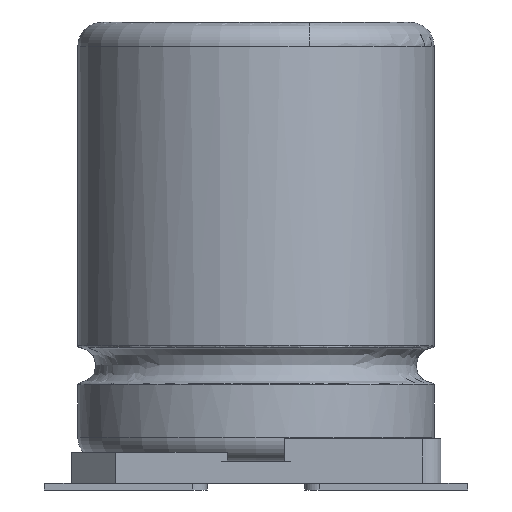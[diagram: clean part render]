
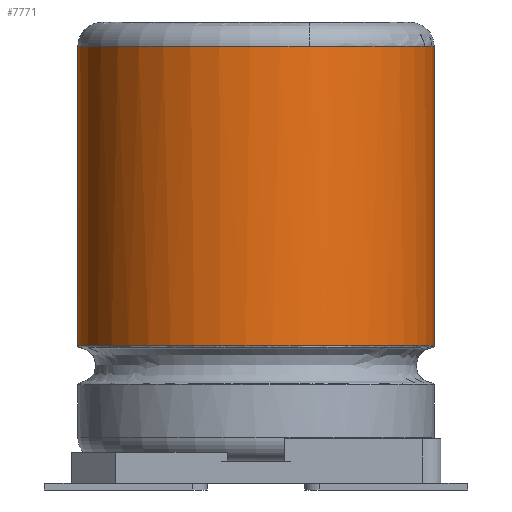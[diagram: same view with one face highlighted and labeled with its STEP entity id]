
A CAD part, front view. The second image highlights one B-rep face of the part: STEP entity #7771.
In plain terms, the highlighted cylindrical face has radius 4 mm (diameter 8 mm), a partial arc.
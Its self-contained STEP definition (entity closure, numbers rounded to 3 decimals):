
#41 = LINE ( 'NONE', #3790, #1200 ) ;
#128 = CARTESIAN_POINT ( 'NONE',  ( -3.254, -2.816, 3.238 ) ) ;
#217 = CARTESIAN_POINT ( 'NONE',  ( -4., -0.953, 3.238 ) ) ;
#394 = EDGE_CURVE ( 'NONE', #1077, #5230, #6792, .T. ) ;
#553 = AXIS2_PLACEMENT_3D ( 'NONE', #2780, #6435, #1376 ) ;
#570 = ORIENTED_EDGE ( 'NONE', *, *, #869, .T. ) ;
#687 = CARTESIAN_POINT ( 'NONE',  ( 1.2, -3.816, 9.967 ) ) ;
#845 = CARTESIAN_POINT ( 'NONE',  ( 0.541, -4.403, 3.238 ) ) ;
#869 = EDGE_CURVE ( 'NONE', #3373, #1077, #1534, .T. ) ;
#1077 = VERTEX_POINT ( 'NONE', #3792 ) ;
#1200 = VECTOR ( 'NONE', #4365, 1000. ) ;
#1343 = CARTESIAN_POINT ( 'NONE',  ( -4., 0., 3.238 ) ) ;
#1376 = DIRECTION ( 'NONE',  ( -1., 0., 0. ) ) ;
#1469 = CARTESIAN_POINT ( 'NONE',  ( 2.504, -3.577, 3.238 ) ) ;
#1492 = VECTOR ( 'NONE', #7887, 1000. ) ;
#1534 = LINE ( 'NONE', #7377, #1492 ) ;
#1537 = EDGE_CURVE ( 'NONE', #3373, #5309, #6390, .T. ) ;
#1869 = CIRCLE ( 'NONE', #4509, 4. ) ;
#2475 = DIRECTION ( 'NONE',  ( 0., 0., -1. ) ) ;
#2634 = DIRECTION ( 'NONE',  ( -1., 0., 0. ) ) ;
#2684 = ORIENTED_EDGE ( 'NONE', *, *, #6749, .F. ) ;
#2694 = EDGE_LOOP ( 'NONE', ( #3132, #570, #5432, #6510, #2684 ) ) ;
#2780 = CARTESIAN_POINT ( 'NONE',  ( 0., 0., 3.2 ) ) ;
#3132 = ORIENTED_EDGE ( 'NONE', *, *, #1537, .F. ) ;
#3244 = CARTESIAN_POINT ( 'NONE',  ( -0.543, -4.404, 3.238 ) ) ;
#3285 = CARTESIAN_POINT ( 'NONE',  ( 1.583, -4.119, 3.238 ) ) ;
#3331 = CARTESIAN_POINT ( 'NONE',  ( 3.747, -1.933, 3.238 ) ) ;
#3373 = VERTEX_POINT ( 'NONE', #4676 ) ;
#3723 = DIRECTION ( 'NONE',  ( 0., 0., -1. ) ) ;
#3790 = CARTESIAN_POINT ( 'NONE',  ( -4., 0., 3.2 ) ) ;
#3792 = CARTESIAN_POINT ( 'NONE',  ( 4., 0., 9.967 ) ) ;
#3859 = CARTESIAN_POINT ( 'NONE',  ( -4., 0., 9.967 ) ) ;
#3916 = CARTESIAN_POINT ( 'NONE',  ( 4., -0.967, 3.238 ) ) ;
#4000 = CARTESIAN_POINT ( 'NONE',  ( -1.589, -4.12, 3.238 ) ) ;
#4260 = CARTESIAN_POINT ( 'NONE',  ( 0., 0., 9.967 ) ) ;
#4365 = DIRECTION ( 'NONE',  ( 0., 0., 1. ) ) ;
#4509 = AXIS2_PLACEMENT_3D ( 'NONE', #4260, #2475, #5616 ) ;
#4560 = FACE_OUTER_BOUND ( 'NONE', #2694, .T. ) ;
#4584 = CARTESIAN_POINT ( 'NONE',  ( -4., 0., 3.238 ) ) ;
#4676 = CARTESIAN_POINT ( 'NONE',  ( 4., 0., 3.238 ) ) ;
#5111 = CARTESIAN_POINT ( 'NONE',  ( -2.515, -3.575, 3.238 ) ) ;
#5158 = CARTESIAN_POINT ( 'NONE',  ( 0., 0., 9.967 ) ) ;
#5230 = VERTEX_POINT ( 'NONE', #687 ) ;
#5309 = VERTEX_POINT ( 'NONE', #4584 ) ;
#5432 = ORIENTED_EDGE ( 'NONE', *, *, #394, .T. ) ;
#5616 = DIRECTION ( 'NONE',  ( -1., 0., 0. ) ) ;
#5693 = VERTEX_POINT ( 'NONE', #3859 ) ;
#5738 = CARTESIAN_POINT ( 'NONE',  ( -3.754, -1.916, 3.238 ) ) ;
#6315 = EDGE_CURVE ( 'NONE', #5230, #5693, #1869, .T. ) ;
#6390 = B_SPLINE_CURVE_WITH_KNOTS ( 'NONE', 13,
 ( #7111, #3916, #3331, #7031, #1469, #3285, #845, #3244, #4000, #5111, #128, #5738, #217, #1343 ),
 .UNSPECIFIED., .F., .F.,
 ( 14, 14 ),
 ( 0.5, 1. ),
 .UNSPECIFIED. ) ;
#6435 = DIRECTION ( 'NONE',  ( 0., 0., 1. ) ) ;
#6510 = ORIENTED_EDGE ( 'NONE', *, *, #6315, .T. ) ;
#6535 = AXIS2_PLACEMENT_3D ( 'NONE', #5158, #3723, #2634 ) ;
#6749 = EDGE_CURVE ( 'NONE', #5309, #5693, #41, .T. ) ;
#6792 = CIRCLE ( 'NONE', #6535, 4. ) ;
#7031 = CARTESIAN_POINT ( 'NONE',  ( 3.241, -2.828, 3.238 ) ) ;
#7062 = CYLINDRICAL_SURFACE ( 'NONE', #553, 4. ) ;
#7111 = CARTESIAN_POINT ( 'NONE',  ( 4., 0., 3.238 ) ) ;
#7377 = CARTESIAN_POINT ( 'NONE',  ( 4., 0., 3.2 ) ) ;
#7771 = ADVANCED_FACE ( 'NONE', ( #4560 ), #7062, .T. ) ;
#7887 = DIRECTION ( 'NONE',  ( 0., 0., 1. ) ) ;
